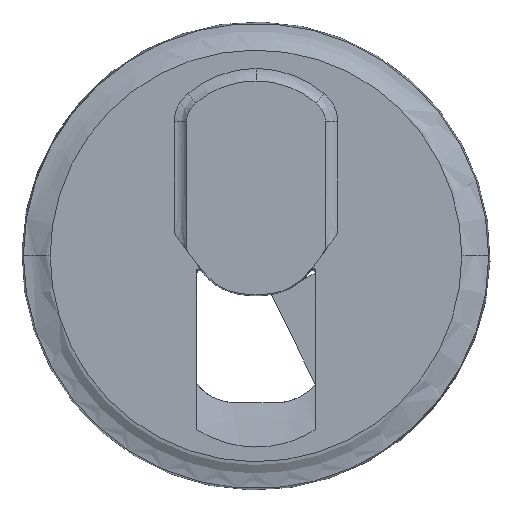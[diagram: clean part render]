
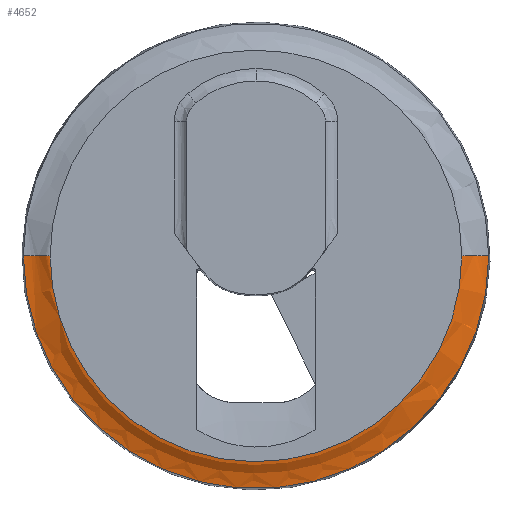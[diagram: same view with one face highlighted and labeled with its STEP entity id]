
A CAD part, top view. The second image highlights one B-rep face of the part: STEP entity #4652.
In plain terms, the highlighted face is a revolution surface.
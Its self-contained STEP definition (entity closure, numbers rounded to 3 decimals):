
#4635=AXIS2_PLACEMENT_3D('Circle Axis2P3D',#4633,#4634,$) ;
#4642=AXIS2_PLACEMENT_3D('Circle Axis2P3D',#4640,#4641,$) ;
#3359=CARTESIAN_POINT('Control Point',(23.3,0.,9.9)) ;
#3360=CARTESIAN_POINT('Control Point',(23.3,-2.27,9.9)) ;
#3361=CARTESIAN_POINT('Control Point',(23.024,-4.54,9.9)) ;
#3362=CARTESIAN_POINT('Control Point',(22.471,-6.765,9.9)) ;
#3363=CARTESIAN_POINT('Control Point',(20.856,-10.978,9.9)) ;
#3364=CARTESIAN_POINT('Control Point',(18.29,-14.688,9.9)) ;
#3365=CARTESIAN_POINT('Control Point',(16.813,-16.359,9.9)) ;
#3366=CARTESIAN_POINT('Control Point',(13.49,-19.318,9.9)) ;
#3367=CARTESIAN_POINT('Control Point',(9.567,-21.419,9.9)) ;
#3368=CARTESIAN_POINT('Control Point',(7.489,-22.23,9.9)) ;
#3369=CARTESIAN_POINT('Control Point',(3.182,-23.346,9.9)) ;
#3370=CARTESIAN_POINT('Control Point',(-1.267,-23.424,9.9)) ;
#3371=CARTESIAN_POINT('Control Point',(-3.486,-23.198,9.9)) ;
#3372=CARTESIAN_POINT('Control Point',(-7.828,-22.224,9.9)) ;
#3373=CARTESIAN_POINT('Control Point',(-11.821,-20.262,9.9)) ;
#3374=CARTESIAN_POINT('Control Point',(-13.692,-19.047,9.9)) ;
#3375=CARTESIAN_POINT('Control Point',(-17.111,-16.199,9.9)) ;
#3376=CARTESIAN_POINT('Control Point',(-19.768,-12.63,9.9)) ;
#3377=CARTESIAN_POINT('Control Point',(-20.878,-10.695,9.9)) ;
#3378=CARTESIAN_POINT('Control Point',(-22.27,-7.421,9.9)) ;
#3379=CARTESIAN_POINT('Control Point',(-23.018,-3.96,9.9)) ;
#3380=CARTESIAN_POINT('Control Point',(-23.206,-2.646,9.9)) ;
#3381=CARTESIAN_POINT('Control Point',(-23.3,-1.323,9.9)) ;
#3382=CARTESIAN_POINT('Control Point',(-23.3,0.,9.9)) ;
#3383=CARTESIAN_POINT('Vertex',(23.3,0.,9.9)) ;
#3385=CARTESIAN_POINT('Vertex',(-23.3,0.,9.9)) ;
#4220=CARTESIAN_POINT('Vertex',(-26.342,0.,8.911)) ;
#4229=CARTESIAN_POINT('Vertex',(26.342,0.,8.911)) ;
#4233=CARTESIAN_POINT('Control Point',(23.3,0.,9.9)) ;
#4234=CARTESIAN_POINT('Control Point',(23.406,0.,9.9)) ;
#4235=CARTESIAN_POINT('Control Point',(23.51,0.,9.889)) ;
#4236=CARTESIAN_POINT('Control Point',(23.608,0.,9.865)) ;
#4237=CARTESIAN_POINT('Control Point',(23.796,0.,9.796)) ;
#4238=CARTESIAN_POINT('Control Point',(23.974,0.,9.694)) ;
#4239=CARTESIAN_POINT('Control Point',(24.061,0.,9.638)) ;
#4240=CARTESIAN_POINT('Control Point',(24.244,0.,9.516)) ;
#4241=CARTESIAN_POINT('Control Point',(24.44,0.,9.392)) ;
#4242=CARTESIAN_POINT('Control Point',(24.546,0.,9.331)) ;
#4243=CARTESIAN_POINT('Control Point',(24.854,0.,9.175)) ;
#4244=CARTESIAN_POINT('Control Point',(25.207,0.,9.06)) ;
#4245=CARTESIAN_POINT('Control Point',(25.448,0.,9.008)) ;
#4246=CARTESIAN_POINT('Control Point',(25.773,0.,8.961)) ;
#4247=CARTESIAN_POINT('Control Point',(26.106,0.,8.93)) ;
#4248=CARTESIAN_POINT('Control Point',(26.185,0.,8.923)) ;
#4249=CARTESIAN_POINT('Control Point',(26.263,0.,8.917)) ;
#4250=CARTESIAN_POINT('Control Point',(26.342,0.,8.911)) ;
#4253=CARTESIAN_POINT('Control Point',(-23.3,0.,9.9)) ;
#4254=CARTESIAN_POINT('Control Point',(-23.406,0.,9.9)) ;
#4255=CARTESIAN_POINT('Control Point',(-23.51,0.,9.889)) ;
#4256=CARTESIAN_POINT('Control Point',(-23.608,0.,9.865)) ;
#4257=CARTESIAN_POINT('Control Point',(-23.796,0.,9.796)) ;
#4258=CARTESIAN_POINT('Control Point',(-23.974,0.,9.694)) ;
#4259=CARTESIAN_POINT('Control Point',(-24.061,0.,9.638)) ;
#4260=CARTESIAN_POINT('Control Point',(-24.244,0.,9.516)) ;
#4261=CARTESIAN_POINT('Control Point',(-24.44,0.,9.392)) ;
#4262=CARTESIAN_POINT('Control Point',(-24.546,0.,9.331)) ;
#4263=CARTESIAN_POINT('Control Point',(-24.854,0.,9.175)) ;
#4264=CARTESIAN_POINT('Control Point',(-25.207,0.,9.06)) ;
#4265=CARTESIAN_POINT('Control Point',(-25.448,0.,9.008)) ;
#4266=CARTESIAN_POINT('Control Point',(-25.773,0.,8.961)) ;
#4267=CARTESIAN_POINT('Control Point',(-26.106,0.,8.93)) ;
#4268=CARTESIAN_POINT('Control Point',(-26.185,0.,8.923)) ;
#4269=CARTESIAN_POINT('Control Point',(-26.263,0.,8.917)) ;
#4270=CARTESIAN_POINT('Control Point',(-26.342,0.,8.911)) ;
#4611=CARTESIAN_POINT('Control Point',(23.3,0.,9.9)) ;
#4612=CARTESIAN_POINT('Control Point',(23.406,0.,9.9)) ;
#4613=CARTESIAN_POINT('Control Point',(23.51,0.,9.889)) ;
#4614=CARTESIAN_POINT('Control Point',(23.608,0.,9.865)) ;
#4615=CARTESIAN_POINT('Control Point',(23.796,0.,9.796)) ;
#4616=CARTESIAN_POINT('Control Point',(23.974,0.,9.694)) ;
#4617=CARTESIAN_POINT('Control Point',(24.061,0.,9.638)) ;
#4618=CARTESIAN_POINT('Control Point',(24.244,0.,9.516)) ;
#4619=CARTESIAN_POINT('Control Point',(24.44,0.,9.392)) ;
#4620=CARTESIAN_POINT('Control Point',(24.546,0.,9.331)) ;
#4621=CARTESIAN_POINT('Control Point',(24.854,0.,9.175)) ;
#4622=CARTESIAN_POINT('Control Point',(25.207,0.,9.06)) ;
#4623=CARTESIAN_POINT('Control Point',(25.448,0.,9.008)) ;
#4624=CARTESIAN_POINT('Control Point',(25.773,0.,8.961)) ;
#4625=CARTESIAN_POINT('Control Point',(26.106,0.,8.93)) ;
#4626=CARTESIAN_POINT('Control Point',(26.185,0.,8.923)) ;
#4627=CARTESIAN_POINT('Control Point',(26.263,0.,8.917)) ;
#4628=CARTESIAN_POINT('Control Point',(26.342,0.,8.911)) ;
#4629=CARTESIAN_POINT('Axis1P Location',(0.,0.,0.4)) ;
#4633=CARTESIAN_POINT('Axis2P3D Location',(0.,0.,8.911)) ;
#4637=CARTESIAN_POINT('Vertex',(-23.117,-12.629,8.911)) ;
#4640=CARTESIAN_POINT('Axis2P3D Location',(0.,0.,8.911)) ;
#4630=DIRECTION('Axis1P Direction',(0.,0.,-1.)) ;
#4634=DIRECTION('Axis2P3D Direction',(0.,0.,-1.)) ;
#4641=DIRECTION('Axis2P3D Direction',(0.,0.,-1.)) ;
#4631=AXIS1_PLACEMENT('Revolution Surface Axis1P',#4629,#4630) ;
#4646=ORIENTED_EDGE('',*,*,#4271,.F.) ;
#4647=ORIENTED_EDGE('',*,*,#3387,.F.) ;
#4648=ORIENTED_EDGE('',*,*,#4251,.T.) ;
#4649=ORIENTED_EDGE('',*,*,#4639,.T.) ;
#4650=ORIENTED_EDGE('',*,*,#4644,.F.) ;
#4652=ADVANCED_FACE('Extraction.22',(#4651),#4632,.F.) ;
#3358=B_SPLINE_CURVE_WITH_KNOTS('',5,(#3359,#3360,#3361,#3362,#3363,#3364,#3365,#3366,#3367,#3368,#3369,#3370,#3371,#3372,#3373,#3374,#3375,#3376,#3377,#3378,#3379,#3380,#3381,#3382),.UNSPECIFIED.,.F.,.U.,(6,3,3,3,3,3,3,6),(0.,16.572,32.703,48.833,64.962,81.093,97.224,106.882),.UNSPECIFIED.) ;
#4232=B_SPLINE_CURVE_WITH_KNOTS('',5,(#4233,#4234,#4235,#4236,#4237,#4238,#4239,#4240,#4241,#4242,#4243,#4244,#4245,#4246,#4247,#4248,#4249,#4250),.UNSPECIFIED.,.F.,.U.,(6,3,3,3,3,6),(0.,0.852,1.697,2.597,4.152,4.627),.UNSPECIFIED.) ;
#4252=B_SPLINE_CURVE_WITH_KNOTS('',5,(#4253,#4254,#4255,#4256,#4257,#4258,#4259,#4260,#4261,#4262,#4263,#4264,#4265,#4266,#4267,#4268,#4269,#4270),.UNSPECIFIED.,.F.,.U.,(6,3,3,3,3,6),(0.,0.852,1.697,2.597,4.152,4.627),.UNSPECIFIED.) ;
#4610=B_SPLINE_CURVE_WITH_KNOTS('',5,(#4611,#4612,#4613,#4614,#4615,#4616,#4617,#4618,#4619,#4620,#4621,#4622,#4623,#4624,#4625,#4626,#4627,#4628),.UNSPECIFIED.,.F.,.U.,(6,3,3,3,3,6),(0.,0.852,1.697,2.597,4.152,4.627),.UNSPECIFIED.) ;
#4636=CIRCLE('generated circle',#4635,26.342) ;
#4643=CIRCLE('generated circle',#4642,26.342) ;
#3387=EDGE_CURVE('',#3384,#3386,#3358,.T.) ;
#4251=EDGE_CURVE('',#3384,#4230,#4232,.T.) ;
#4271=EDGE_CURVE('',#3386,#4221,#4252,.T.) ;
#4639=EDGE_CURVE('',#4230,#4638,#4636,.T.) ;
#4644=EDGE_CURVE('',#4221,#4638,#4643,.F.) ;
#4645=EDGE_LOOP('',(#4646,#4647,#4648,#4649,#4650)) ;
#4651=FACE_OUTER_BOUND('',#4645,.T.) ;
#4632=SURFACE_OF_REVOLUTION('Surface of Revolution',#4610,#4631) ;
#3384=VERTEX_POINT('',#3383) ;
#3386=VERTEX_POINT('',#3385) ;
#4221=VERTEX_POINT('',#4220) ;
#4230=VERTEX_POINT('',#4229) ;
#4638=VERTEX_POINT('',#4637) ;
